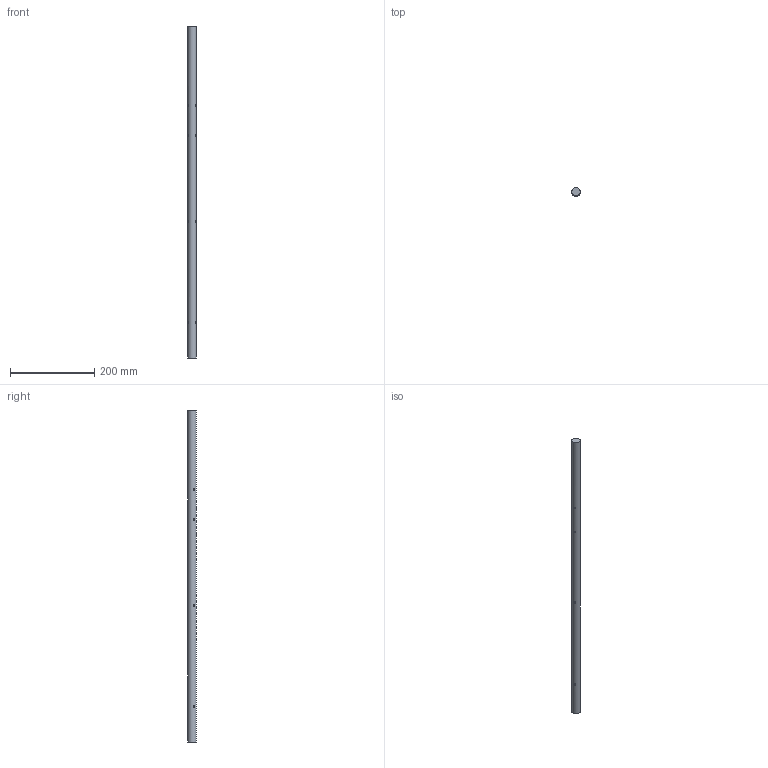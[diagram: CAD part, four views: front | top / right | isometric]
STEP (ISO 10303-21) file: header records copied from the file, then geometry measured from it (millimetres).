
FILE_DESCRIPTION(/* description */ (''),/* implementation_level */ '2;1');
FILE_NAME(/* name */ 'Untitled.step',/* time_stamp */ '2017-10-31T18:02:30+06:00',/* author */ (''),/* organization */ (''),/* preprocessor_version */ 'ST-DEVELOPER v16.13',/* originating_system */ 'Autodesk Translation Framework v6.5.0.72',/* authorisation */ '');
FILE_SCHEMA (('AUTOMOTIVE_DESIGN { 1 0 10303 214 3 1 1 }'));
Length unit declared in the file: millimetre
Products named in the file (1): Untitled shaft
Bounding box: 20 x 20 x 790 mm (x, y, z)
Volume: 247488.4 mm3; surface area: 50802.6 mm2
Topology: 1 solids, 1 shells, 27 faces, 53 edges, 40 vertices
Faces by surface type: plane 14, cylinder 13
Full cylindrical faces by diameter (mm): 5.035 x12, 20 x1
Entity records: 1127 total; most frequent: CARTESIAN_POINT 541, ORIENTED_EDGE 106, DIRECTION 101, EDGE_CURVE 53, AXIS2_PLACEMENT_3D 44, VERTEX_POINT 40, EDGE_LOOP 39, FACE_OUTER_BOUND 27
